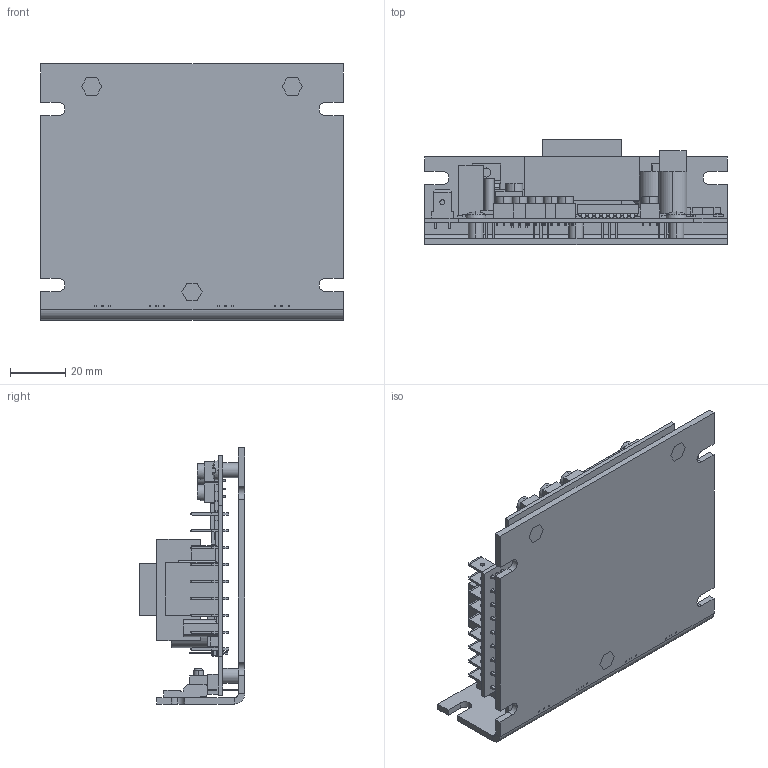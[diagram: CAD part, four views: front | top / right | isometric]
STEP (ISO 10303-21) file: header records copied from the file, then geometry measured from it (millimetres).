
FILE_DESCRIPTION (( 'STEP AP203' ), '1' );
FILE_NAME ('INFM0090.STEP', '2014-08-28T20:25:26', ( 'Sustem Administrator' ), ( 'Bodine Electric Company' ), 'SwSTEP 2.0', 'SolidWorks 2013', '' );
FILE_SCHEMA (( 'CONFIG_CONTROL_DESIGN' ));
Length unit declared in the file: inch
Products named in the file (6): 43400148_43400148; 431AZ003; 43401001_43401001; 54128616_54128616; 54100119_54100119; INFM0090
Assembly tree (8 placements, depth 2):
  INFM0090
    43400148_43400148
    431AZ003
    43401001_43401001  x2
    54128616_54128616  x2
    54100119_54100119  x2
Bounding box: 109.22 x 38.15 x 92.46 mm (x, y, z)
Volume: 95993.6 mm3; surface area: 75195.3 mm2
Topology: 157 solids, 157 shells, 2755 faces, 6906 edges, 4563 vertices
Faces by surface type: plane 1902, cylinder 739, bspline 74, cone 32, sphere 8
Entity records: 85834 total; most frequent: CARTESIAN_POINT 18152, ORIENTED_EDGE 13628, DIRECTION 13466, EDGE_CURVE 6814, LINE 5156, VECTOR 5156, VERTEX_POINT 4509, AXIS2_PLACEMENT_3D 4155
